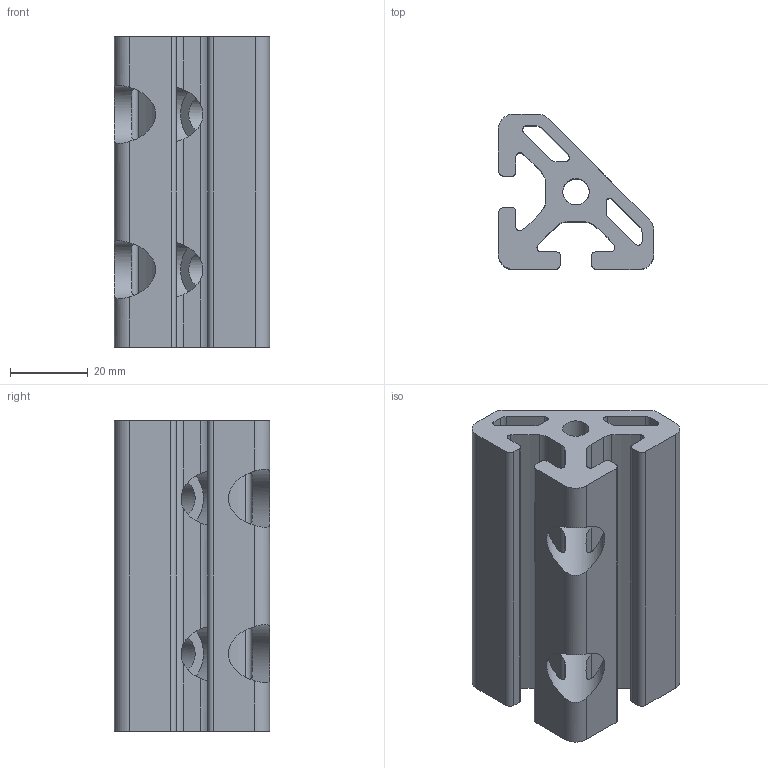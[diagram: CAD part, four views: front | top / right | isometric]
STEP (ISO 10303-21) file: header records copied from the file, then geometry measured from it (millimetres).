
FILE_DESCRIPTION(/* description */ ('11289'),/* implementation_level */ '2;1');
FILE_NAME(/* name */ '11289_KriTec_Winkelelment_8_T2_80.stp',/* time_stamp */ '2017-11-03T11:39:36+01:00',/* author */ ('Steiner'),/* organization */ (''),/* preprocessor_version */ 'ST-DEVELOPER v16.1',/* originating_system */ 'Autodesk Inventor 2016',/* authorisation */ '');
FILE_SCHEMA (('CONFIG_CONTROL_DESIGN'));
Length unit declared in the file: millimetre
Products named in the file (1): 11289_KriTec_Winkelelment_8_T2_80
Bounding box: 40 x 40 x 80 mm (x, y, z)
Volume: 51977.6 mm3; surface area: 25398.2 mm2
Topology: 1 solids, 1 shells, 99 faces, 323 edges, 214 vertices
Faces by surface type: cylinder 56, plane 43
Full cylindrical faces by diameter (mm): 6.8 x3, 9 x2, 15 x2
Entity records: 3802 total; most frequent: CARTESIAN_POINT 1052, ORIENTED_EDGE 596, DIRECTION 552, EDGE_CURVE 298, VERTEX_POINT 200, AXIS2_PLACEMENT_3D 200, LINE 152, VECTOR 152
